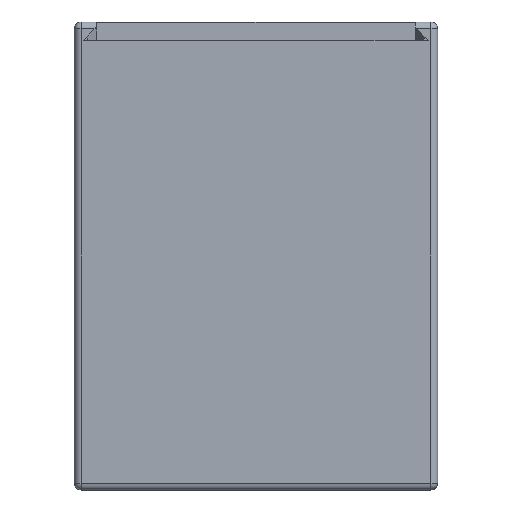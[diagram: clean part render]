
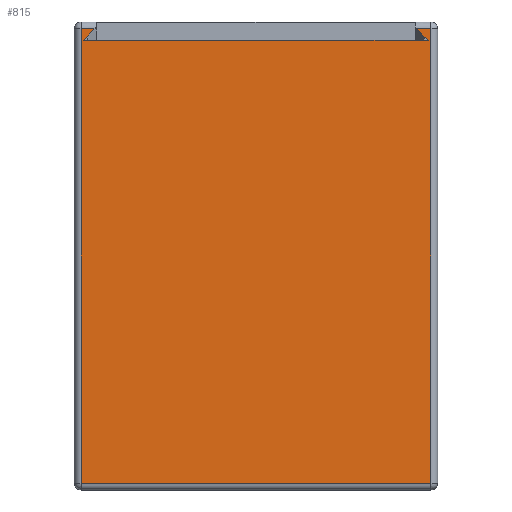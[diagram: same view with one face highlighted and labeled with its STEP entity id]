
A CAD part, front view. The second image highlights one B-rep face of the part: STEP entity #815.
In plain terms, the highlighted planar face has unit normal (0, -1, 0).
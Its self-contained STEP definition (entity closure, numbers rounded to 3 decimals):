
#34=PLANE('',#916);
#46=LINE('',#1190,#126);
#52=LINE('',#1236,#132);
#57=LINE('',#1261,#137);
#61=LINE('',#1268,#141);
#71=LINE('',#1283,#151);
#95=LINE('',#1364,#175);
#97=LINE('',#1370,#177);
#107=LINE('',#1389,#187);
#126=VECTOR('',#942,10.);
#132=VECTOR('',#996,10.);
#137=VECTOR('',#1023,10.);
#141=VECTOR('',#1033,10.);
#151=VECTOR('',#1053,10.);
#175=VECTOR('',#1109,1.);
#177=VECTOR('',#1117,1.);
#187=VECTOR('',#1137,1.);
#266=FACE_OUTER_BOUND('',#318,.T.);
#318=EDGE_LOOP('',(#713,#714,#715,#716,#717,#718,#719,#720));
#360=VERTEX_POINT('',#1183);
#362=VERTEX_POINT('',#1188);
#367=VERTEX_POINT('',#1202);
#377=VERTEX_POINT('',#1227);
#382=VERTEX_POINT('',#1249);
#387=VERTEX_POINT('',#1260);
#408=VERTEX_POINT('',#1362);
#409=VERTEX_POINT('',#1369);
#429=EDGE_CURVE('',#362,#360,#46,.T.);
#451=EDGE_CURVE('',#367,#377,#52,.T.);
#463=EDGE_CURVE('',#382,#387,#57,.T.);
#468=EDGE_CURVE('',#377,#382,#61,.T.);
#478=EDGE_CURVE('',#360,#367,#71,.T.);
#508=EDGE_CURVE('',#362,#408,#95,.F.);
#510=EDGE_CURVE('',#409,#387,#97,.F.);
#520=EDGE_CURVE('',#409,#408,#107,.T.);
#713=ORIENTED_EDGE('',*,*,#429,.F.);
#714=ORIENTED_EDGE('',*,*,#508,.T.);
#715=ORIENTED_EDGE('',*,*,#520,.F.);
#716=ORIENTED_EDGE('',*,*,#510,.T.);
#717=ORIENTED_EDGE('',*,*,#463,.F.);
#718=ORIENTED_EDGE('',*,*,#468,.F.);
#719=ORIENTED_EDGE('',*,*,#451,.F.);
#720=ORIENTED_EDGE('',*,*,#478,.F.);
#815=ADVANCED_FACE('',(#266),#34,.T.);
#916=AXIS2_PLACEMENT_3D('',#1388,#1135,#1136);
#942=DIRECTION('',(1.,0.,0.));
#996=DIRECTION('',(-1.,0.,0.));
#1023=DIRECTION('',(1.,0.,0.));
#1033=DIRECTION('',(0.,0.,1.));
#1053=DIRECTION('',(0.,0.,-1.));
#1109=DIRECTION('',(-0.704,0.,0.71));
#1117=DIRECTION('',(-0.71,0.,-0.704));
#1135=DIRECTION('center_axis',(0.,-1.,0.));
#1136=DIRECTION('ref_axis',(0.,0.,-1.));
#1137=DIRECTION('',(1.,0.,0.));
#1183=CARTESIAN_POINT('',(78.5,0.,101.5));
#1188=CARTESIAN_POINT('',(75.391,0.,101.5));
#1190=CARTESIAN_POINT('',(79.,0.,101.5));
#1202=CARTESIAN_POINT('',(78.5,0.,1.5));
#1227=CARTESIAN_POINT('',(1.5,0.,1.5));
#1236=CARTESIAN_POINT('',(79.,0.,1.5));
#1249=CARTESIAN_POINT('',(1.5,0.,101.5));
#1260=CARTESIAN_POINT('',(4.567,0.,101.5));
#1261=CARTESIAN_POINT('',(79.,0.,101.5));
#1268=CARTESIAN_POINT('',(1.5,0.,103.));
#1283=CARTESIAN_POINT('',(78.5,0.,103.));
#1362=CARTESIAN_POINT('',(77.873,0.,99.));
#1364=CARTESIAN_POINT('',(76.681,0.,100.201));
#1369=CARTESIAN_POINT('',(2.049,0.,99.));
#1370=CARTESIAN_POINT('',(22.412,0.,119.212));
#1388=CARTESIAN_POINT('Origin',(79.,0.,103.));
#1389=CARTESIAN_POINT('',(1.978,0.,99.));
